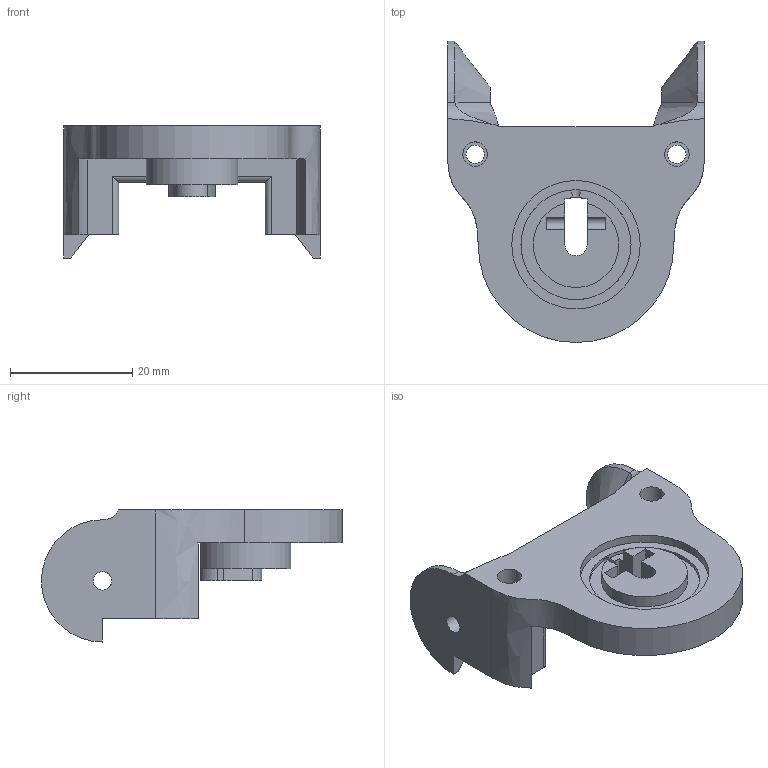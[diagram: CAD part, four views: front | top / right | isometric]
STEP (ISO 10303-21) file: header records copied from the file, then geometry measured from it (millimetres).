
FILE_DESCRIPTION(/* description */ ('STEP AP214'),/* implementation_level */ '2;1');
FILE_NAME(/* name */ '683c50fe4258294a187f3d40',/* time_stamp */ '2025-06-01T13:09:20Z',/* author */ (''),/* organization */ (''),/* preprocessor_version */ 'ST-DEVELOPER v20',/* originating_system */ 'ONSHAPE BY PTC INC, 1.198',/* authorisation */ ' ');
FILE_SCHEMA (('AUTOMOTIVE_DESIGN {1 0 10303 214 3 1 1}'));
Length unit declared in the file: metre
Products named in the file (1): Wrist_Proximal_09
Bounding box: 42 x 49.27 x 21.6 mm (x, y, z)
Volume: 9994.5 mm3; surface area: 6133.1 mm2
Topology: 1 solids, 1 shells, 83 faces, 241 edges, 159 vertices
Faces by surface type: cylinder 36, plane 34, bspline 11, cone 2
Full cylindrical faces by diameter (mm): 2 x1, 3 x4, 4 x2, 18 x1, 21 x1
Entity records: 2915 total; most frequent: CARTESIAN_POINT 839, ORIENTED_EDGE 452, DIRECTION 378, EDGE_CURVE 226, VERTEX_POINT 153, AXIS2_PLACEMENT_3D 142, EDGE_LOOP 103, FACE_BOUND 103
